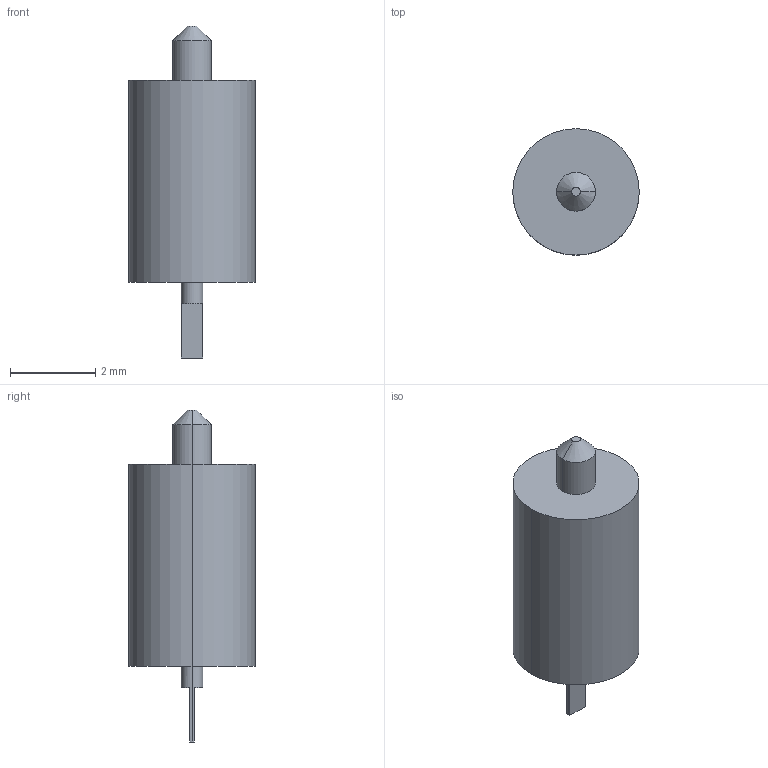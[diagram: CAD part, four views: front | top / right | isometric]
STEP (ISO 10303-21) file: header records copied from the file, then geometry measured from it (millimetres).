
FILE_DESCRIPTION (( 'STEP AP214' ), '1' );
FILE_NAME ('FM1016-14.step', '2021-04-21T15:50:33', ( '' ), ( '' ), 'SwSTEP 2.0', 'SolidWorks 2020', '' );
FILE_SCHEMA (( 'AUTOMOTIVE_DESIGN' ));
Length unit declared in the file: millimetre
Products named in the file (1): FM1016-14
Bounding box: 2.97 x 2.97 x 7.8 mm (x, y, z)
Volume: 33.8 mm3; surface area: 90.6 mm2
Topology: 2 solids, 2 shells, 19 faces, 40 edges, 26 vertices
Faces by surface type: plane 9, cylinder 8, cone 2
Entity records: 567 total; most frequent: DIRECTION 102, CARTESIAN_POINT 86, ORIENTED_EDGE 80, AXIS2_PLACEMENT_3D 42, EDGE_CURVE 40, VERTEX_POINT 26, EDGE_LOOP 22, CIRCLE 22
